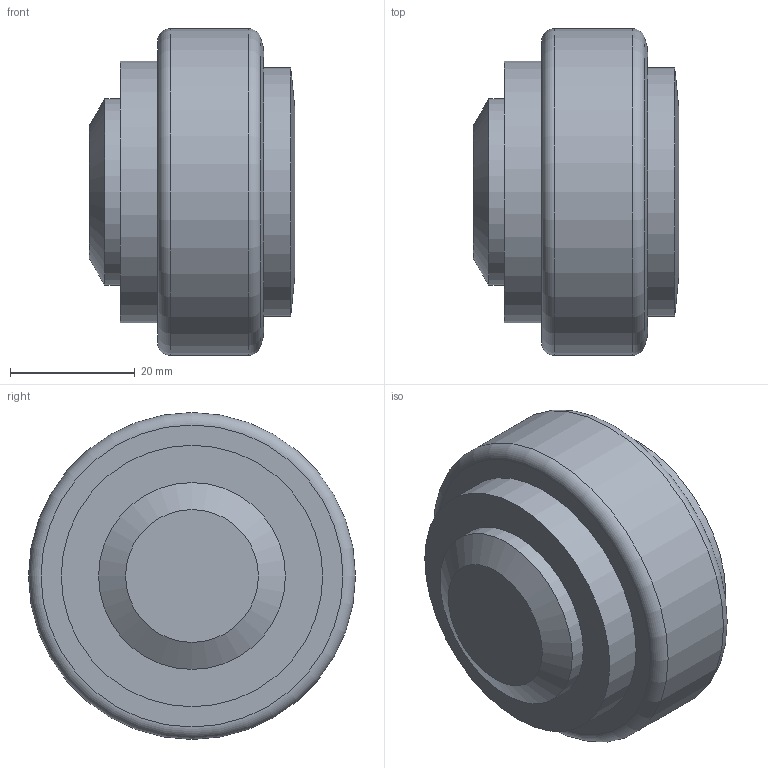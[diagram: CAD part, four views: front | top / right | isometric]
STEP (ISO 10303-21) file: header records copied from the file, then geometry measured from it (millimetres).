
FILE_DESCRIPTION(/* description */ ('Tigerrolle Edelstahl'),/* implementation_level */ '2;1');
FILE_NAME(/* name */ 'TR 050.0390.stp',/* time_stamp */ '2022-08-08T07:32:26+02:00',/* author */ ('seider'),/* organization */ ('Alfatec'),/* preprocessor_version */ 'ST-DEVELOPER v18.1',/* originating_system */ 'Autodesk Inventor 2020',/* authorisation */ '');
FILE_SCHEMA (('AUTOMOTIVE_DESIGN { 1 0 10303 214 3 1 1 }'));
Length unit declared in the file: millimetre
Products named in the file (1): TR 050.0390
Bounding box: 33 x 52.5 x 52.5 mm (x, y, z)
Volume: 53796.7 mm3; surface area: 8419.6 mm2
Topology: 1 solids, 1 shells, 14 faces, 38 edges, 29 vertices
Faces by surface type: plane 5, cylinder 4, cone 3, torus 2
Full cylindrical faces by diameter (mm): 30 x1, 40 x1, 42 x1, 52.5 x1
Entity records: 554 total; most frequent: DIRECTION 99, CARTESIAN_POINT 82, ORIENTED_EDGE 76, AXIS2_PLACEMENT_3D 46, EDGE_CURVE 38, CIRCLE 31, VERTEX_POINT 29, EDGE_LOOP 17
